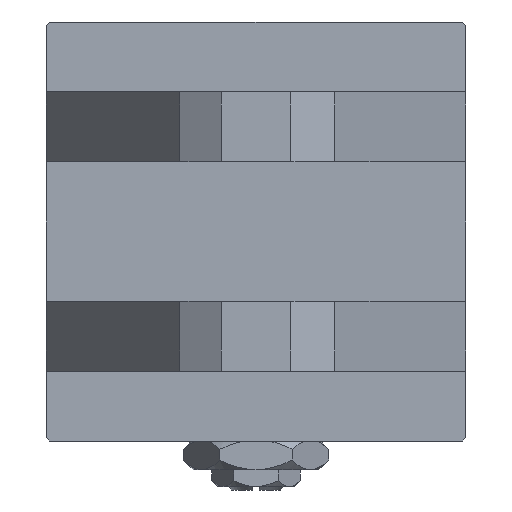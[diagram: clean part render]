
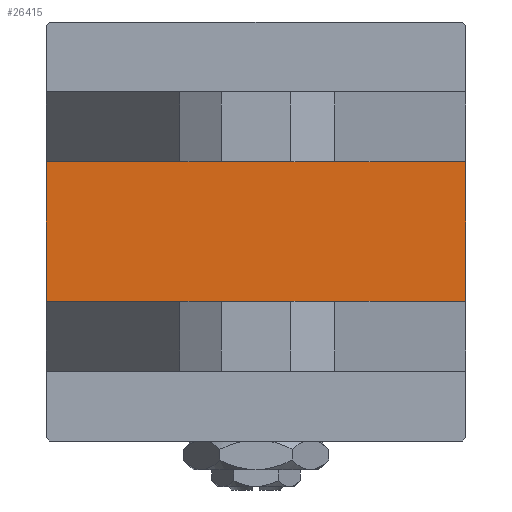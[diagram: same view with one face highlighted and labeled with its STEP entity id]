
A CAD part, left-side view. The second image highlights one B-rep face of the part: STEP entity #26415.
In plain terms, the highlighted planar face has unit normal (-1, 0, 0).
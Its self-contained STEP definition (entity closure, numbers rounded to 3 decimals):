
#965 = EDGE_LOOP ( 'NONE', ( #50286, #1233, #13099, #30563 ) ) ;
#1233 = ORIENTED_EDGE ( 'NONE', *, *, #20415, .F. ) ;
#1368 = VECTOR ( 'NONE', #39622, 1000. ) ;
#1920 = FACE_OUTER_BOUND ( 'NONE', #965, .T. ) ;
#3720 = CARTESIAN_POINT ( 'NONE',  ( 0., -10., 30. ) ) ;
#7980 = VERTEX_POINT ( 'NONE', #28629 ) ;
#7986 = VECTOR ( 'NONE', #22235, 1000. ) ;
#10526 = CARTESIAN_POINT ( 'NONE',  ( 0., 0., 0. ) ) ;
#13099 = ORIENTED_EDGE ( 'NONE', *, *, #27495, .F. ) ;
#19559 = CARTESIAN_POINT ( 'NONE',  ( 0., 30., -30. ) ) ;
#19581 = LINE ( 'NONE', #35490, #48650 ) ;
#20415 = EDGE_CURVE ( 'NONE', #7980, #49495, #35743, .T. ) ;
#21704 = PLANE ( 'NONE',  #28678 ) ;
#22235 = DIRECTION ( 'NONE',  ( 0., 0., -1. ) ) ;
#23469 = LINE ( 'NONE', #19559, #1368 ) ;
#24547 = CARTESIAN_POINT ( 'NONE',  ( 0., -10., -30. ) ) ;
#26415 = ADVANCED_FACE ( 'NONE', ( #1920 ), #21704, .T. ) ;
#27495 = EDGE_CURVE ( 'NONE', #44491, #7980, #19581, .T. ) ;
#28629 = CARTESIAN_POINT ( 'NONE',  ( 0., -10., 30. ) ) ;
#28678 = AXIS2_PLACEMENT_3D ( 'NONE', #10526, #38107, #37841 ) ;
#29116 = EDGE_CURVE ( 'NONE', #40208, #49495, #23469, .T. ) ;
#30563 = ORIENTED_EDGE ( 'NONE', *, *, #49368, .T. ) ;
#32628 = VECTOR ( 'NONE', #43257, 1000. ) ;
#35490 = CARTESIAN_POINT ( 'NONE',  ( 0., 30., 30. ) ) ;
#35743 = LINE ( 'NONE', #3720, #32628 ) ;
#37841 = DIRECTION ( 'NONE',  ( 0., 0., 1. ) ) ;
#38107 = DIRECTION ( 'NONE',  ( -1., 0., 0. ) ) ;
#39622 = DIRECTION ( 'NONE',  ( 0., -1., 0. ) ) ;
#40208 = VERTEX_POINT ( 'NONE', #40904 ) ;
#40290 = LINE ( 'NONE', #48105, #7986 ) ;
#40904 = CARTESIAN_POINT ( 'NONE',  ( 0., 10., -30. ) ) ;
#43257 = DIRECTION ( 'NONE',  ( 0., 0., -1. ) ) ;
#44491 = VERTEX_POINT ( 'NONE', #45510 ) ;
#45510 = CARTESIAN_POINT ( 'NONE',  ( 0., 10., 30. ) ) ;
#47644 = DIRECTION ( 'NONE',  ( 0., -1., 0. ) ) ;
#48105 = CARTESIAN_POINT ( 'NONE',  ( 0., 10., 30. ) ) ;
#48650 = VECTOR ( 'NONE', #47644, 1000. ) ;
#49368 = EDGE_CURVE ( 'NONE', #44491, #40208, #40290, .T. ) ;
#49495 = VERTEX_POINT ( 'NONE', #24547 ) ;
#50286 = ORIENTED_EDGE ( 'NONE', *, *, #29116, .T. ) ;
